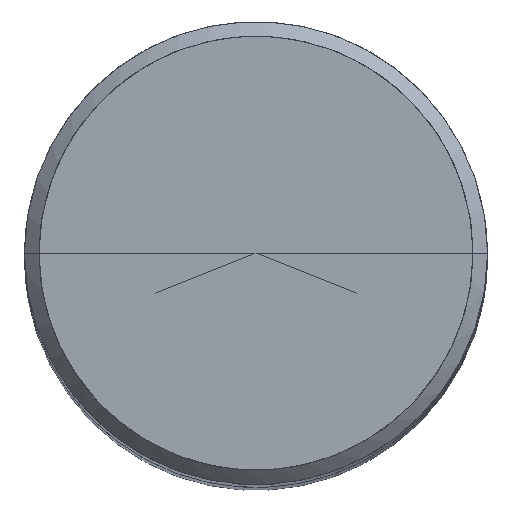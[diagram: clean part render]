
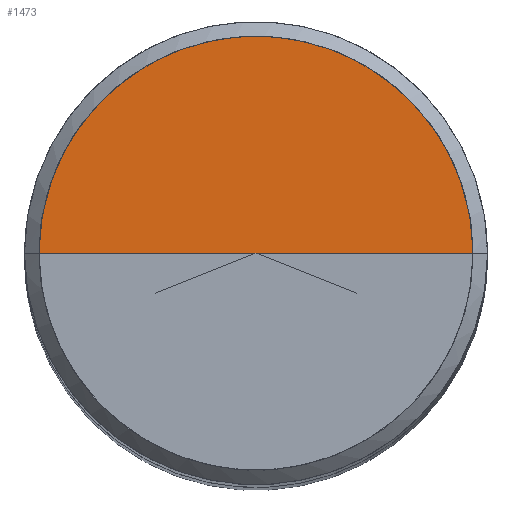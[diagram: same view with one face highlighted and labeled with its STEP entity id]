
A CAD part, top view. The second image highlights one B-rep face of the part: STEP entity #1473.
In plain terms, the highlighted free-form (B-spline) face has degree [1, 2] with [2, 5] control points.
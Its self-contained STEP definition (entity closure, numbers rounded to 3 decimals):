
#1231=CARTESIAN_POINT('',(7.5,0.0,48.0));
#1232=CARTESIAN_POINT('',(7.5,7.5,48.0));
#1233=CARTESIAN_POINT('',(0.0,7.5,48.0));
#1234=CARTESIAN_POINT('',(-7.5,7.5,48.0));
#1235=CARTESIAN_POINT('',(-7.5,0.0,48.0));
#1236=CARTESIAN_POINT('',(0.0,0.0,48.0));
#1458=(
BOUNDED_SURFACE()
B_SPLINE_SURFACE(1,2,(
(#1231,#1232,#1233,#1234,#1235),
(#1236,#1236,#1236,#1236,#1236)
), .UNSPECIFIED.,.F.,.F.,.F.)
B_SPLINE_SURFACE_WITH_KNOTS((2,2),(3,2,3),(
0.0,1.0),(
0.0,0.5,1.0), .UNSPECIFIED.)
GEOMETRIC_REPRESENTATION_ITEM()
RATIONAL_B_SPLINE_SURFACE(((1.0,0.707,1.0,0.707,1.0),
(1.0,0.707,1.0,0.707,1.0)
))
REPRESENTATION_ITEM('')
SURFACE()
);
#1459=(
BOUNDED_CURVE()
B_SPLINE_CURVE(2,(#1235,#1234,#1233,#1232,#1231),.UNSPECIFIED.,.F.,.F.)
B_SPLINE_CURVE_WITH_KNOTS((3,2,3),
(0.0,0.5,1.0),.UNSPECIFIED.)
CURVE()
GEOMETRIC_REPRESENTATION_ITEM()
RATIONAL_B_SPLINE_CURVE((1.0,0.707,1.0,0.707,1.0))
REPRESENTATION_ITEM('')
);
#1460=(
BOUNDED_CURVE()
B_SPLINE_CURVE(1,(#1231,#1236),.UNSPECIFIED.,.F.,.F.)
B_SPLINE_CURVE_WITH_KNOTS((2,2),
(0.0,1.0),.UNSPECIFIED.)
CURVE()
GEOMETRIC_REPRESENTATION_ITEM()
RATIONAL_B_SPLINE_CURVE((1.0,1.0))
REPRESENTATION_ITEM('')
);
#1461=(
BOUNDED_CURVE()
B_SPLINE_CURVE(1,(#1236,#1235),.UNSPECIFIED.,.F.,.F.)
B_SPLINE_CURVE_WITH_KNOTS((2,2),
(0.0,1.0),.UNSPECIFIED.)
CURVE()
GEOMETRIC_REPRESENTATION_ITEM()
RATIONAL_B_SPLINE_CURVE((1.0,1.0))
REPRESENTATION_ITEM('')
);
#1462=VERTEX_POINT('',#1231);
#1463=VERTEX_POINT('',#1235);
#1464=VERTEX_POINT('',#1236);
#1465=EDGE_CURVE('',#1463,#1462,#1459,.T.);
#1466=EDGE_CURVE('',#1462,#1464,#1460,.T.);
#1467=EDGE_CURVE('',#1464,#1463,#1461,.T.);
#1468=ORIENTED_EDGE('',*,*,#1465,.T.);
#1469=ORIENTED_EDGE('',*,*,#1466,.T.);
#1470=ORIENTED_EDGE('',*,*,#1467,.T.);
#1471=EDGE_LOOP('',(#1468,#1469,#1470));
#1472=FACE_OUTER_BOUND('',#1471,.T.);
#1473=ADVANCED_FACE('',(#1472),#1458,.T.);
